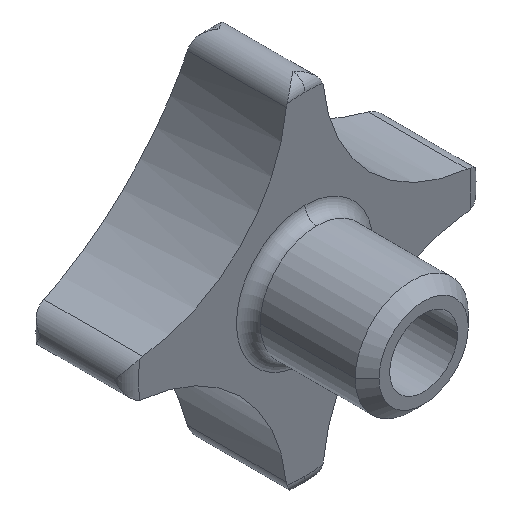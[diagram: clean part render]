
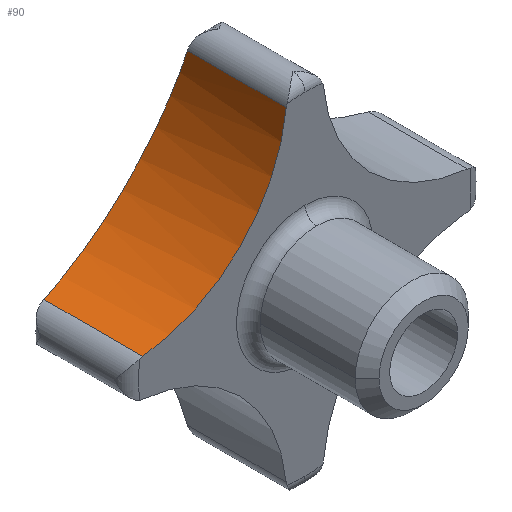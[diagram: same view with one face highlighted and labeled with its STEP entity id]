
A CAD part, isometric view. The second image highlights one B-rep face of the part: STEP entity #90.
In plain terms, the highlighted cylindrical face has radius 28.35 mm (diameter 56.7 mm), a partial arc.
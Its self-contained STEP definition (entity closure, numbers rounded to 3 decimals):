
#90 = ADVANCED_FACE( '', ( #139 ), #140, .F. );
#139 = FACE_OUTER_BOUND( '', #207, .T. );
#140 = CYLINDRICAL_SURFACE( '', #208, 28.35 );
#207 = EDGE_LOOP( '', ( #358, #359, #360, #361 ) );
#208 = AXIS2_PLACEMENT_3D( '', #362, #363, #364 );
#358 = ORIENTED_EDGE( '', *, *, #580, .F. );
#359 = ORIENTED_EDGE( '', *, *, #579, .F. );
#360 = ORIENTED_EDGE( '', *, *, #581, .F. );
#361 = ORIENTED_EDGE( '', *, *, #582, .T. );
#362 = CARTESIAN_POINT( '', ( -31.5, 0., 31.5 ) );
#363 = DIRECTION( '', ( 0., -1., 0. ) );
#364 = DIRECTION( '', ( 0.099, 0., -0.995 ) );
#579 = EDGE_CURVE( '', #717, #701, #719, .T. );
#580 = EDGE_CURVE( '', #701, #720, #721, .T. );
#581 = EDGE_CURVE( '', #722, #717, #723, .T. );
#582 = EDGE_CURVE( '', #722, #720, #724, .T. );
#701 = VERTEX_POINT( '', #1020 );
#717 = VERTEX_POINT( '', #1093 );
#719 = LINE( '', #1095, #1096 );
#720 = VERTEX_POINT( '', #1097 );
#721 = B_SPLINE_CURVE_WITH_KNOTS( '', 3, ( #1098, #1099, #1100, #1101, #1102, #1103, #1104, #1105, #1106, #1107, #1108, #1109, #1110, #1111, #1112, #1113, #1114, #1115, #1116, #1117, #1118, #1119, #1120, #1121, #1122, #1123, #1124, #1125, #1126, #1127 ), .UNSPECIFIED., .F., .F., ( 4, 2, 2, 2, 2, 2, 2, 2, 2, 2, 2, 2, 2, 2, 4 ), ( 0., 2.691, 5.381, 8.072, 10.763, 13.453, 16.144, 18.835, 21.525, 24.257, 26.988, 29.719, 32.45, 35.181, 37.699 ), .UNSPECIFIED. );
#722 = VERTEX_POINT( '', #1128 );
#723 = CIRCLE( '', #1129, 28.35 );
#724 = LINE( '', #1130, #1131 );
#1020 = CARTESIAN_POINT( '', ( -28.689, 38.481, 3.29 ) );
#1093 = CARTESIAN_POINT( '', ( -28.689, 21., 3.29 ) );
#1095 = CARTESIAN_POINT( '', ( -28.689, 0., 3.29 ) );
#1096 = VECTOR( '', #1356, 1. );
#1097 = CARTESIAN_POINT( '', ( -3.29, 38.481, 28.689 ) );
#1098 = CARTESIAN_POINT( '', ( -28.689, 38.481, 3.29 ) );
#1099 = CARTESIAN_POINT( '', ( -27.821, 38.691, 3.376 ) );
#1100 = CARTESIAN_POINT( '', ( -26.94, 38.894, 3.505 ) );
#1101 = CARTESIAN_POINT( '', ( -25.168, 39.277, 3.851 ) );
#1102 = CARTESIAN_POINT( '', ( -24.278, 39.457, 4.07 ) );
#1103 = CARTESIAN_POINT( '', ( -22.507, 39.789, 4.598 ) );
#1104 = CARTESIAN_POINT( '', ( -21.626, 39.941, 4.909 ) );
#1105 = CARTESIAN_POINT( '', ( -19.89, 40.214, 5.619 ) );
#1106 = CARTESIAN_POINT( '', ( -19.036, 40.334, 6.019 ) );
#1107 = CARTESIAN_POINT( '', ( -17.369, 40.542, 6.904 ) );
#1108 = CARTESIAN_POINT( '', ( -16.557, 40.629, 7.39 ) );
#1109 = CARTESIAN_POINT( '', ( -14.986, 40.767, 8.437 ) );
#1110 = CARTESIAN_POINT( '', ( -14.229, 40.819, 8.999 ) );
#1111 = CARTESIAN_POINT( '', ( -12.782, 40.887, 10.187 ) );
#1112 = CARTESIAN_POINT( '', ( -12.092, 40.904, 10.814 ) );
#1113 = CARTESIAN_POINT( '', ( -10.791, 40.904, 12.117 ) );
#1114 = CARTESIAN_POINT( '', ( -10.179, 40.887, 12.793 ) );
#1115 = CARTESIAN_POINT( '', ( -9.031, 40.821, 14.188 ) );
#1116 = CARTESIAN_POINT( '', ( -8.479, 40.772, 14.929 ) );
#1117 = CARTESIAN_POINT( '', ( -7.44, 40.637, 16.476 ) );
#1118 = CARTESIAN_POINT( '', ( -6.954, 40.552, 17.283 ) );
#1119 = CARTESIAN_POINT( '', ( -6.062, 40.346, 18.95 ) );
#1120 = CARTESIAN_POINT( '', ( -5.655, 40.226, 19.81 ) );
#1121 = CARTESIAN_POINT( '', ( -4.93, 39.951, 21.567 ) );
#1122 = CARTESIAN_POINT( '', ( -4.611, 39.796, 22.465 ) );
#1123 = CARTESIAN_POINT( '', ( -4.067, 39.456, 24.284 ) );
#1124 = CARTESIAN_POINT( '', ( -3.842, 39.269, 25.205 ) );
#1125 = CARTESIAN_POINT( '', ( -3.499, 38.884, 26.982 ) );
#1126 = CARTESIAN_POINT( '', ( -3.375, 38.688, 27.837 ) );
#1127 = CARTESIAN_POINT( '', ( -3.29, 38.481, 28.689 ) );
#1128 = CARTESIAN_POINT( '', ( -3.29, 21., 28.689 ) );
#1129 = AXIS2_PLACEMENT_3D( '', #1357, #1358, #1359 );
#1130 = CARTESIAN_POINT( '', ( -3.29, 0., 28.689 ) );
#1131 = VECTOR( '', #1360, 1. );
#1356 = DIRECTION( '', ( 0., 1., 0. ) );
#1357 = CARTESIAN_POINT( '', ( -31.5, 21., 31.5 ) );
#1358 = DIRECTION( '', ( 0., 1., 0. ) );
#1359 = DIRECTION( '', ( 0.099, 0., -0.995 ) );
#1360 = DIRECTION( '', ( 0., 1., 0. ) );
